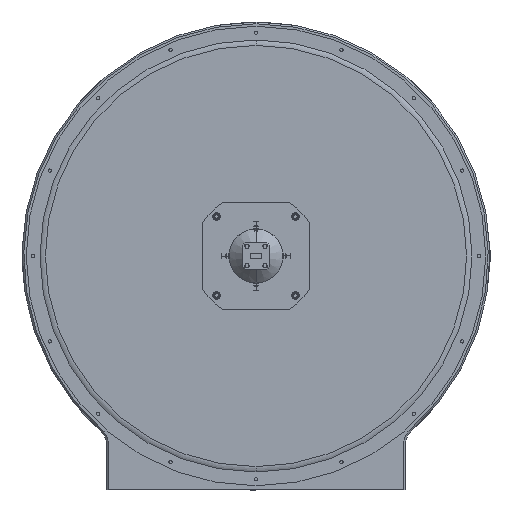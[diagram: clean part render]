
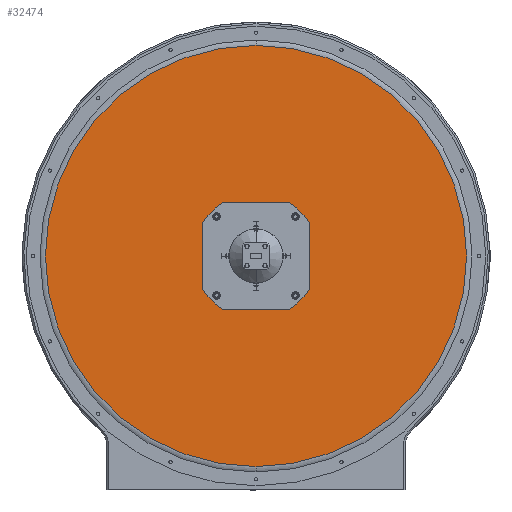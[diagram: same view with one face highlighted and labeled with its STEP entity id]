
A CAD part, front view. The second image highlights one B-rep face of the part: STEP entity #32474.
In plain terms, the highlighted planar face has unit normal (0, -1, 0).
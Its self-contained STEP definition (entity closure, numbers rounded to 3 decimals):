
#483 = EDGE_CURVE ( 'NONE', #42544, #32449, #43504, .T. ) ;
#3912 = CARTESIAN_POINT ( 'NONE',  ( 1.5, -6.2, 0.901 ) ) ;
#4215 = CARTESIAN_POINT ( 'NONE',  ( 0., -6.2, 0. ) ) ;
#4893 = CARTESIAN_POINT ( 'NONE',  ( -0.901, -6.2, 1.5 ) ) ;
#5056 = CIRCLE ( 'NONE', #46904, 1.75 ) ;
#6679 = DIRECTION ( 'NONE',  ( 0., -1., 0. ) ) ;
#6794 = AXIS2_PLACEMENT_3D ( 'NONE', #7840, #6679, #7541 ) ;
#6796 = AXIS2_PLACEMENT_3D ( 'NONE', #26913, #49577, #19535 ) ;
#7541 = DIRECTION ( 'NONE',  ( 0., 0., -1. ) ) ;
#7840 = CARTESIAN_POINT ( 'NONE',  ( 0., -6.2, 0. ) ) ;
#8024 = VECTOR ( 'NONE', #42920, 39.37 ) ;
#8536 = LINE ( 'NONE', #57169, #51540 ) ;
#8738 = CIRCLE ( 'NONE', #22715, 1.75 ) ;
#8743 = CARTESIAN_POINT ( 'NONE',  ( 0.901, -6.2, -1.5 ) ) ;
#10129 = DIRECTION ( 'NONE',  ( 1., 0., 0. ) ) ;
#11247 = CARTESIAN_POINT ( 'NONE',  ( 0., -6.2, 0. ) ) ;
#11390 = CARTESIAN_POINT ( 'NONE',  ( 0.901, -6.2, 1.5 ) ) ;
#11403 = CIRCLE ( 'NONE', #27227, 1.75 ) ;
#11465 = ORIENTED_EDGE ( 'NONE', *, *, #44053, .T. ) ;
#12150 = CARTESIAN_POINT ( 'NONE',  ( -1.5, -6.2, -0.901 ) ) ;
#13043 = CARTESIAN_POINT ( 'NONE',  ( -1.5, -6.2, 0.901 ) ) ;
#13161 = CARTESIAN_POINT ( 'NONE',  ( 0., -6.2, 0. ) ) ;
#13302 = VERTEX_POINT ( 'NONE', #18999 ) ;
#14766 = DIRECTION ( 'NONE',  ( 1., 0., 0. ) ) ;
#15169 = ORIENTED_EDGE ( 'NONE', *, *, #41911, .T. ) ;
#15449 = CARTESIAN_POINT ( 'NONE',  ( -0.901, -6.2, -1.5 ) ) ;
#16014 = CARTESIAN_POINT ( 'NONE',  ( 0., -6.2, 0. ) ) ;
#16171 = CIRCLE ( 'NONE', #21751, 5.85 ) ;
#17109 = ORIENTED_EDGE ( 'NONE', *, *, #43059, .T. ) ;
#18629 = EDGE_CURVE ( 'NONE', #50999, #53656, #11403, .T. ) ;
#18752 = VERTEX_POINT ( 'NONE', #41660 ) ;
#18999 = CARTESIAN_POINT ( 'NONE',  ( 1.5, -6.2, -0.901 ) ) ;
#19535 = DIRECTION ( 'NONE',  ( 1., 0., 0. ) ) ;
#19563 = EDGE_CURVE ( 'NONE', #53656, #13302, #24170, .T. ) ;
#20041 = ORIENTED_EDGE ( 'NONE', *, *, #23663, .T. ) ;
#20649 = EDGE_CURVE ( 'NONE', #42868, #51634, #32823, .T. ) ;
#21751 = AXIS2_PLACEMENT_3D ( 'NONE', #11247, #56074, #51414 ) ;
#22715 = AXIS2_PLACEMENT_3D ( 'NONE', #4215, #30146, #45807 ) ;
#23663 = EDGE_CURVE ( 'NONE', #46116, #18752, #56029, .T. ) ;
#23822 = LINE ( 'NONE', #37176, #36528 ) ;
#24170 = LINE ( 'NONE', #41901, #24523 ) ;
#24523 = VECTOR ( 'NONE', #40775, 39.37 ) ;
#24699 = EDGE_CURVE ( 'NONE', #13302, #42544, #8738, .T. ) ;
#25178 = CARTESIAN_POINT ( 'NONE',  ( 0., -6.2, -1.5 ) ) ;
#25248 = VERTEX_POINT ( 'NONE', #12150 ) ;
#25307 = AXIS2_PLACEMENT_3D ( 'NONE', #16014, #33471, #28563 ) ;
#26339 = DIRECTION ( 'NONE',  ( 0., 0., 1. ) ) ;
#26473 = EDGE_LOOP ( 'NONE', ( #20041, #17109 ) ) ;
#26913 = CARTESIAN_POINT ( 'NONE',  ( 0., -6.2, 0. ) ) ;
#27047 = CARTESIAN_POINT ( 'NONE',  ( 0., -6.2, 0. ) ) ;
#27227 = AXIS2_PLACEMENT_3D ( 'NONE', #13161, #55746, #30940 ) ;
#28563 = DIRECTION ( 'NONE',  ( 0., 0., -1. ) ) ;
#30146 = DIRECTION ( 'NONE',  ( 0., 1., 0. ) ) ;
#30940 = DIRECTION ( 'NONE',  ( 1., 0., 0. ) ) ;
#31230 = ORIENTED_EDGE ( 'NONE', *, *, #45315, .T. ) ;
#32105 = ORIENTED_EDGE ( 'NONE', *, *, #20649, .T. ) ;
#32449 = VERTEX_POINT ( 'NONE', #15449 ) ;
#32474 = ADVANCED_FACE ( 'NONE', ( #55853, #36993 ), #46854, .T. ) ;
#32823 = CIRCLE ( 'NONE', #6796, 1.75 ) ;
#33471 = DIRECTION ( 'NONE',  ( 0., -1., 0. ) ) ;
#36161 = ORIENTED_EDGE ( 'NONE', *, *, #18629, .T. ) ;
#36344 = DIRECTION ( 'NONE',  ( 0., 1., 0. ) ) ;
#36528 = VECTOR ( 'NONE', #14766, 39.37 ) ;
#36993 = FACE_OUTER_BOUND ( 'NONE', #26473, .T. ) ;
#37176 = CARTESIAN_POINT ( 'NONE',  ( 0., -6.2, 1.5 ) ) ;
#39792 = CARTESIAN_POINT ( 'NONE',  ( 0., -6.2, -5.85 ) ) ;
#40775 = DIRECTION ( 'NONE',  ( 0., 0., -1. ) ) ;
#40901 = ORIENTED_EDGE ( 'NONE', *, *, #483, .T. ) ;
#41633 = EDGE_LOOP ( 'NONE', ( #42903, #51218, #40901, #11465, #31230, #32105, #15169, #36161 ) ) ;
#41660 = CARTESIAN_POINT ( 'NONE',  ( 0., -6.2, 5.85 ) ) ;
#41901 = CARTESIAN_POINT ( 'NONE',  ( 1.5, -6.2, 0. ) ) ;
#41911 = EDGE_CURVE ( 'NONE', #51634, #50999, #23822, .T. ) ;
#42544 = VERTEX_POINT ( 'NONE', #8743 ) ;
#42868 = VERTEX_POINT ( 'NONE', #13043 ) ;
#42903 = ORIENTED_EDGE ( 'NONE', *, *, #19563, .T. ) ;
#42920 = DIRECTION ( 'NONE',  ( -1., 0., 0. ) ) ;
#43059 = EDGE_CURVE ( 'NONE', #18752, #46116, #16171, .T. ) ;
#43504 = LINE ( 'NONE', #25178, #8024 ) ;
#44053 = EDGE_CURVE ( 'NONE', #32449, #25248, #5056, .T. ) ;
#45315 = EDGE_CURVE ( 'NONE', #25248, #42868, #8536, .T. ) ;
#45807 = DIRECTION ( 'NONE',  ( 1., 0., 0. ) ) ;
#46116 = VERTEX_POINT ( 'NONE', #39792 ) ;
#46854 = PLANE ( 'NONE',  #25307 ) ;
#46904 = AXIS2_PLACEMENT_3D ( 'NONE', #27047, #36344, #10129 ) ;
#49577 = DIRECTION ( 'NONE',  ( 0., 1., 0. ) ) ;
#50999 = VERTEX_POINT ( 'NONE', #11390 ) ;
#51218 = ORIENTED_EDGE ( 'NONE', *, *, #24699, .T. ) ;
#51414 = DIRECTION ( 'NONE',  ( 0., 0., -1. ) ) ;
#51540 = VECTOR ( 'NONE', #26339, 39.37 ) ;
#51634 = VERTEX_POINT ( 'NONE', #4893 ) ;
#53656 = VERTEX_POINT ( 'NONE', #3912 ) ;
#55746 = DIRECTION ( 'NONE',  ( 0., 1., 0. ) ) ;
#55853 = FACE_BOUND ( 'NONE', #41633, .T. ) ;
#56029 = CIRCLE ( 'NONE', #6794, 5.85 ) ;
#56074 = DIRECTION ( 'NONE',  ( 0., -1., 0. ) ) ;
#57169 = CARTESIAN_POINT ( 'NONE',  ( -1.5, -6.2, 0. ) ) ;
